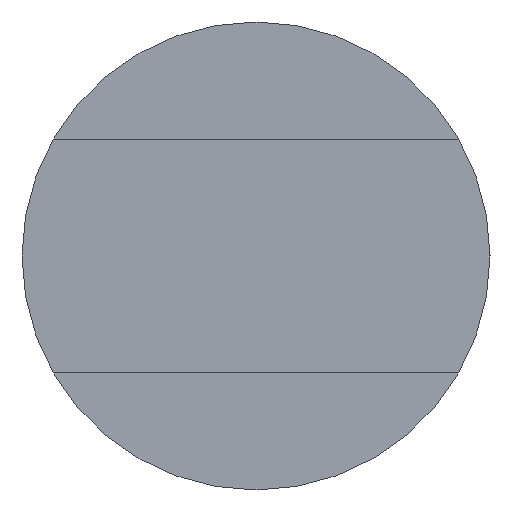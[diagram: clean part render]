
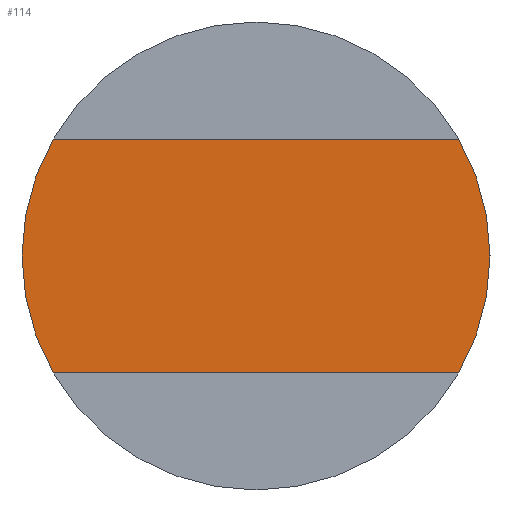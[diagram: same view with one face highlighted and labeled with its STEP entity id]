
A CAD part, left-side view. The second image highlights one B-rep face of the part: STEP entity #114.
In plain terms, the highlighted planar face has unit normal (-1, 0, 0).
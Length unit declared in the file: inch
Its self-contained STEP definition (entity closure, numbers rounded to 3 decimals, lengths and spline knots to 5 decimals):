
#10 = ORIENTED_EDGE ( 'NONE', *, *, #363, .F. ) ;
#11 = CARTESIAN_POINT ( 'NONE',  ( 0., 0.43301, 0.25 ) ) ;
#28 = VERTEX_POINT ( 'NONE', #11 ) ;
#59 = DIRECTION ( 'NONE',  ( 0., -1., 0. ) ) ;
#75 = AXIS2_PLACEMENT_3D ( 'NONE', #393, #179, #219 ) ;
#77 = DIRECTION ( 'NONE',  ( 0., 1., 0. ) ) ;
#95 = VERTEX_POINT ( 'NONE', #497 ) ;
#114 = ADVANCED_FACE ( 'NONE', ( #577 ), #144, .F. ) ;
#136 = VECTOR ( 'NONE', #59, 39.37008 ) ;
#144 = PLANE ( 'NONE',  #394 ) ;
#145 = CIRCLE ( 'NONE', #75, 0.5 ) ;
#167 = CIRCLE ( 'NONE', #277, 0.5 ) ;
#179 = DIRECTION ( 'NONE',  ( 1., 0., 0. ) ) ;
#189 = EDGE_CURVE ( 'NONE', #95, #28, #311, .T. ) ;
#219 = DIRECTION ( 'NONE',  ( 0., 0., -1. ) ) ;
#222 = CARTESIAN_POINT ( 'NONE',  ( 0., 0.43301, -0.25 ) ) ;
#237 = ORIENTED_EDGE ( 'NONE', *, *, #189, .T. ) ;
#245 = CARTESIAN_POINT ( 'NONE',  ( 0., 0., 0.25 ) ) ;
#250 = EDGE_CURVE ( 'NONE', #355, #28, #145, .T. ) ;
#263 = DIRECTION ( 'NONE',  ( 1., 0., 0. ) ) ;
#265 = LINE ( 'NONE', #428, #136 ) ;
#267 = CARTESIAN_POINT ( 'NONE',  ( 0., -0.43301, -0.25 ) ) ;
#269 = DIRECTION ( 'NONE',  ( 0., 0., -1. ) ) ;
#277 = AXIS2_PLACEMENT_3D ( 'NONE', #518, #263, #561 ) ;
#278 = CARTESIAN_POINT ( 'NONE',  ( 0., 0., 0. ) ) ;
#311 = LINE ( 'NONE', #245, #447 ) ;
#319 = EDGE_CURVE ( 'NONE', #355, #388, #265, .T. ) ;
#355 = VERTEX_POINT ( 'NONE', #222 ) ;
#363 = EDGE_CURVE ( 'NONE', #95, #388, #167, .T. ) ;
#377 = DIRECTION ( 'NONE',  ( 1., 0., 0. ) ) ;
#388 = VERTEX_POINT ( 'NONE', #267 ) ;
#393 = CARTESIAN_POINT ( 'NONE',  ( 0., 0., 0. ) ) ;
#394 = AXIS2_PLACEMENT_3D ( 'NONE', #278, #377, #269 ) ;
#405 = EDGE_LOOP ( 'NONE', ( #613, #479, #10, #237 ) ) ;
#428 = CARTESIAN_POINT ( 'NONE',  ( 0., 0., -0.25 ) ) ;
#447 = VECTOR ( 'NONE', #77, 39.37008 ) ;
#479 = ORIENTED_EDGE ( 'NONE', *, *, #319, .T. ) ;
#497 = CARTESIAN_POINT ( 'NONE',  ( 0., -0.43301, 0.25 ) ) ;
#518 = CARTESIAN_POINT ( 'NONE',  ( 0., 0., 0. ) ) ;
#561 = DIRECTION ( 'NONE',  ( 0., 0., -1. ) ) ;
#577 = FACE_OUTER_BOUND ( 'NONE', #405, .T. ) ;
#613 = ORIENTED_EDGE ( 'NONE', *, *, #250, .F. ) ;
